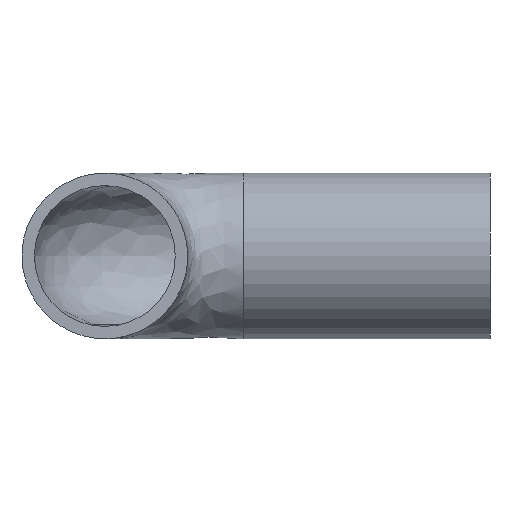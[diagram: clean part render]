
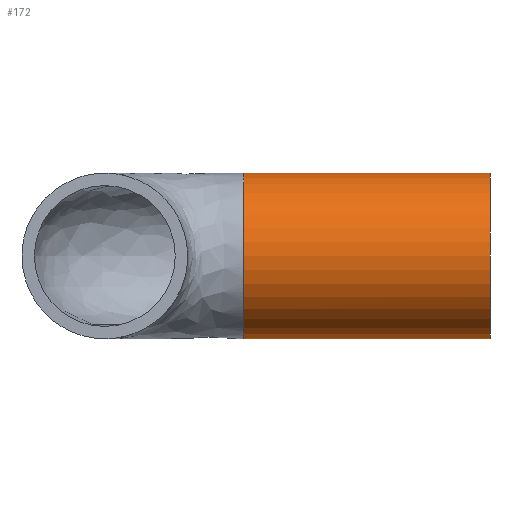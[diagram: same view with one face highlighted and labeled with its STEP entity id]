
A CAD part, left-side view. The second image highlights one B-rep face of the part: STEP entity #172.
In plain terms, the highlighted cylindrical face has radius 20 mm (diameter 40 mm), a full revolution.
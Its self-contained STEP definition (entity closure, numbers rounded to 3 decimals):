
#30=FACE_OUTER_BOUND('',#40,.T.);
#40=EDGE_LOOP('',(#129,#130,#131,#132,#133,#134,#135,#136));
#50=LINE('',#316,#53);
#53=VECTOR('',#235,20.);
#59=CIRCLE('',#201,20.);
#60=CIRCLE('',#203,20.);
#61=CIRCLE('',#204,20.);
#62=CIRCLE('',#205,20.);
#68=B_SPLINE_CURVE_WITH_KNOTS('',3,(#309,#310,#311,#312),.UNSPECIFIED.,
 .F.,.F.,(4,4),(-0.055,0.),.UNSPECIFIED.);
#69=B_SPLINE_CURVE_WITH_KNOTS('',3,(#320,#321,#322,#323),.UNSPECIFIED.,
 .F.,.F.,(4,4),(-0.15,-0.095),.UNSPECIFIED.);
#83=VERTEX_POINT('',#276);
#85=VERTEX_POINT('',#293);
#86=VERTEX_POINT('',#308);
#87=VERTEX_POINT('',#313);
#88=VERTEX_POINT('',#315);
#89=VERTEX_POINT('',#318);
#101=EDGE_CURVE('',#85,#83,#59,.T.);
#103=EDGE_CURVE('',#86,#83,#68,.T.);
#104=EDGE_CURVE('',#87,#86,#60,.T.);
#105=EDGE_CURVE('',#87,#88,#50,.T.);
#106=EDGE_CURVE('',#88,#88,#61,.T.);
#107=EDGE_CURVE('',#89,#87,#62,.T.);
#108=EDGE_CURVE('',#85,#89,#69,.T.);
#129=ORIENTED_EDGE('',*,*,#103,.F.);
#130=ORIENTED_EDGE('',*,*,#104,.F.);
#131=ORIENTED_EDGE('',*,*,#105,.T.);
#132=ORIENTED_EDGE('',*,*,#106,.T.);
#133=ORIENTED_EDGE('',*,*,#105,.F.);
#134=ORIENTED_EDGE('',*,*,#107,.F.);
#135=ORIENTED_EDGE('',*,*,#108,.F.);
#136=ORIENTED_EDGE('',*,*,#101,.T.);
#169=CYLINDRICAL_SURFACE('',#202,20.);
#172=ADVANCED_FACE('',(#30),#169,.T.);
#201=AXIS2_PLACEMENT_3D('',#294,#229,#230);
#202=AXIS2_PLACEMENT_3D('',#307,#231,#232);
#203=AXIS2_PLACEMENT_3D('',#314,#233,#234);
#204=AXIS2_PLACEMENT_3D('',#317,#236,#237);
#205=AXIS2_PLACEMENT_3D('',#319,#238,#239);
#229=DIRECTION('center_axis',(0.,-1.,0.));
#230=DIRECTION('ref_axis',(1.,0.,0.));
#231=DIRECTION('center_axis',(0.,1.,0.));
#232=DIRECTION('ref_axis',(1.,0.,0.));
#233=DIRECTION('center_axis',(0.,1.,0.));
#234=DIRECTION('ref_axis',(1.,0.,0.));
#235=DIRECTION('',(0.,-1.,0.));
#236=DIRECTION('center_axis',(0.,1.,0.));
#237=DIRECTION('ref_axis',(1.,0.,0.));
#238=DIRECTION('center_axis',(0.,1.,0.));
#239=DIRECTION('ref_axis',(1.,0.,0.));
#276=CARTESIAN_POINT('',(-0.034,66.,20.006));
#293=CARTESIAN_POINT('',(-0.032,66.,-19.998));
#294=CARTESIAN_POINT('Origin',(0.,66.,0.));
#307=CARTESIAN_POINT('Origin',(0.,6.,0.));
#308=CARTESIAN_POINT('',(-0.022,65.449,20.006));
#309=CARTESIAN_POINT('Ctrl Pts',(-0.022,65.449,20.006));
#310=CARTESIAN_POINT('Ctrl Pts',(-0.025,65.633,20.006));
#311=CARTESIAN_POINT('Ctrl Pts',(-0.029,65.816,20.006));
#312=CARTESIAN_POINT('Ctrl Pts',(-0.034,66.,20.006));
#313=CARTESIAN_POINT('',(-20.,65.449,0.));
#314=CARTESIAN_POINT('Origin',(0.,65.449,0.));
#315=CARTESIAN_POINT('',(-20.,6.,0.));
#316=CARTESIAN_POINT('',(-20.,6.,0.));
#317=CARTESIAN_POINT('Origin',(0.,6.,0.));
#318=CARTESIAN_POINT('',(-0.02,65.449,-19.998));
#319=CARTESIAN_POINT('Origin',(0.,65.449,0.));
#320=CARTESIAN_POINT('Ctrl Pts',(-0.032,66.,-19.998));
#321=CARTESIAN_POINT('Ctrl Pts',(-0.028,65.816,-19.998));
#322=CARTESIAN_POINT('Ctrl Pts',(-0.024,65.633,-19.998));
#323=CARTESIAN_POINT('Ctrl Pts',(-0.02,65.449,-19.998));
